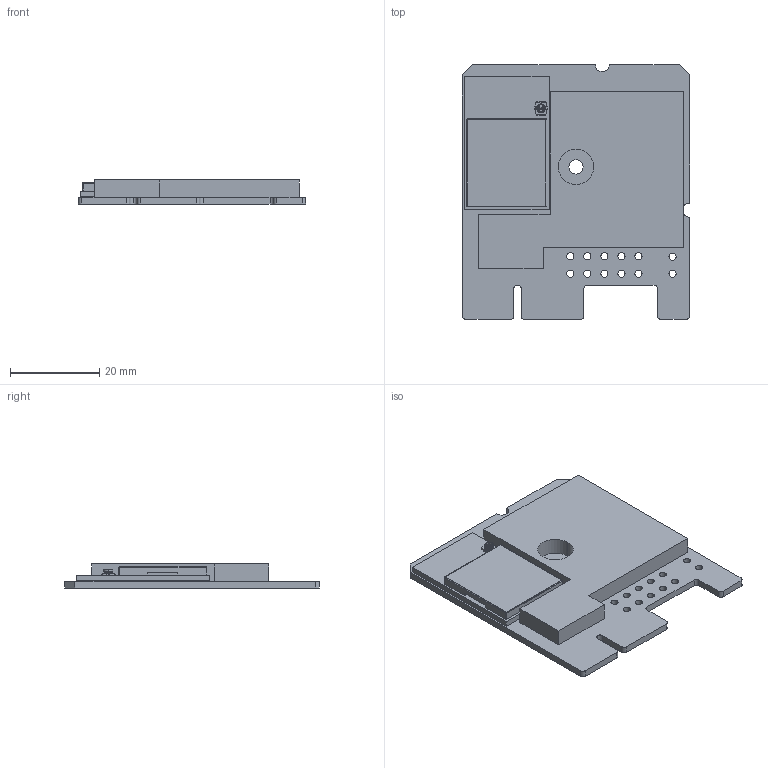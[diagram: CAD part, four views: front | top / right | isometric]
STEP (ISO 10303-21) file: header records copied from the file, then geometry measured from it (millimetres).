
FILE_DESCRIPTION (( 'STEP AP203' ), '1' );
FILE_NAME ('DIM10-087-06-CUSTOMERMODEL.STEP', '2018-03-12T15:22:32', ( '' ), ( '' ), 'SwSTEP 2.0', 'SolidWorks 2017', '' );
FILE_SCHEMA (( 'CONFIG_CONTROL_DESIGN' ));
Length unit declared in the file: inch
Products named in the file (1): DIM10-087-06-CUSTOMERMODEL
Bounding box: 50.8 x 56.94 x 5.37 mm (x, y, z)
Volume: 9490 mm3; surface area: 8879.7 mm2
Topology: 4 solids, 4 shells, 178 faces, 478 edges, 312 vertices
Faces by surface type: plane 104, cylinder 66, cone 6, bspline 2
Entity records: 5767 total; most frequent: CARTESIAN_POINT 1129, ORIENTED_EDGE 956, DIRECTION 930, EDGE_CURVE 478, LINE 324, VECTOR 324, VERTEX_POINT 312, AXIS2_PLACEMENT_3D 303
